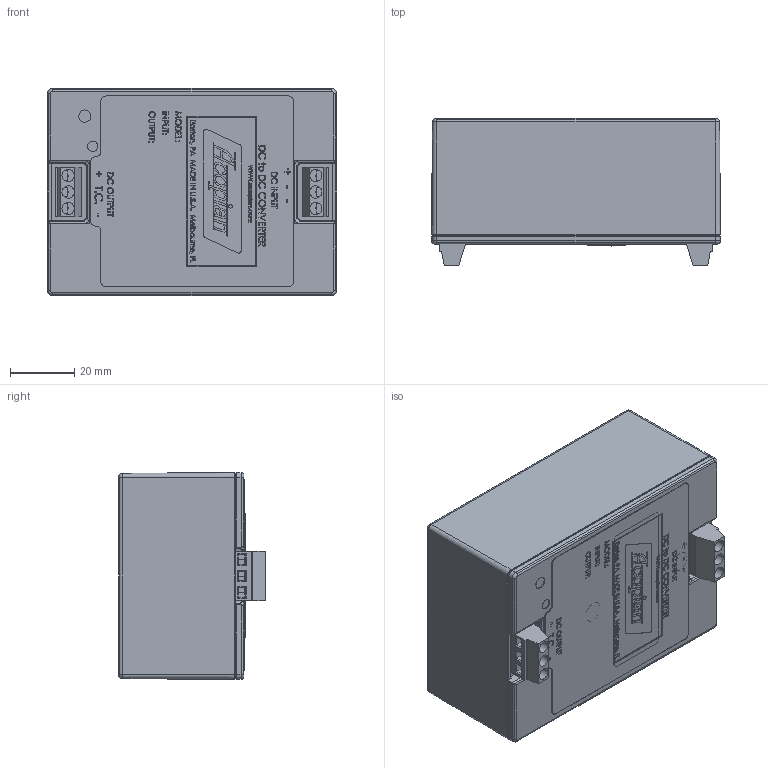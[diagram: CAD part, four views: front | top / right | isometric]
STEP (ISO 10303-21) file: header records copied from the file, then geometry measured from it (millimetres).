
FILE_DESCRIPTION (( 'STEP AP214' ), '1' );
FILE_NAME ('ABC-13.STEP', '2021-09-14T14:04:57', ( '' ), ( '' ), 'SwSTEP 2.0', 'SolidWorks 2021', '' );
FILE_SCHEMA (( 'AUTOMOTIVE_DESIGN' ));
Length unit declared in the file: inch
Products named in the file (12): E6200-23T CONN GASKET tape.ipt; PCBA dc-dc 2H.iam; E6700-17.ipt; AB-13.ipt; AG13 LABEL; ACOPIAN LABEL; e6700-15.ipt; mkdsn 5.08MM 3PLACE.ipt; E6700-xx heat spreader.ipt; ABC-13; E6200-39-2C; E6200-30 AB LID.ipt
Assembly tree (12 placements, depth 3):
  ABC-13
    PCBA dc-dc 2H.iam
      E6200-30 AB LID.ipt
      mkdsn 5.08MM 3PLACE.ipt  x2
      e6700-15.ipt
      E6700-17.ipt
      AB-13.ipt
      E6700-xx heat spreader.ipt
      E6200-23T CONN GASKET tape.ipt
    AG13 LABEL
      E6200-39-2C
      ACOPIAN LABEL
Bounding box: 89.66 x 45.53 x 64.26 mm (x, y, z)
Volume: 58691.1 mm3; surface area: 75969.2 mm2
Topology: 12 solids, 12 shells, 2353 faces, 6233 edges, 4062 vertices
Faces by surface type: plane 1434, bspline 476, cylinder 239, cone 152, torus 52
Entity records: 116042 total; most frequent: CARTESIAN_POINT 41442, ORIENTED_EDGE 12150, DIRECTION 9247, EDGE_CURVE 6075, LINE 4381, VECTOR 4381, VERTEX_POINT 3962, EDGE_LOOP 2515
